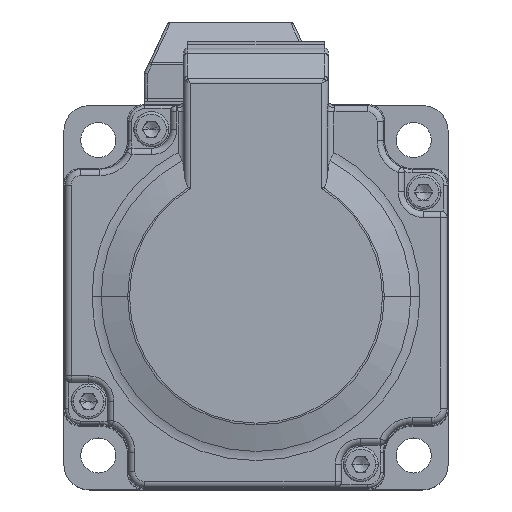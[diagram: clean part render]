
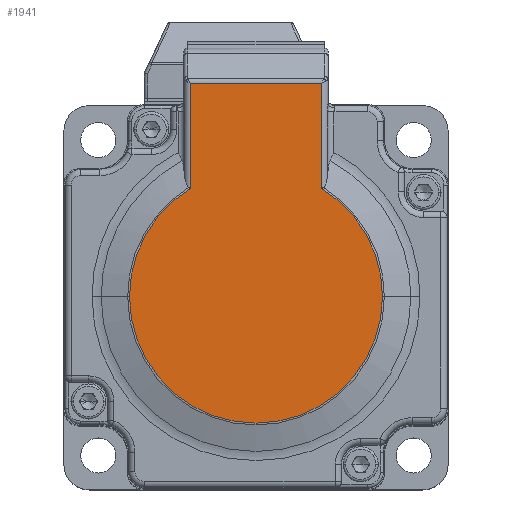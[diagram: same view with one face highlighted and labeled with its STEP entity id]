
A CAD part, top view. The second image highlights one B-rep face of the part: STEP entity #1941.
In plain terms, the highlighted planar face has unit normal (0, 0, 1).
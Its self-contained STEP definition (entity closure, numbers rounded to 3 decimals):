
#1719 = EDGE_LOOP ( 'NONE', ( #34026, #4481, #12057, #19091, #4279, #35536 ) ) ;
#1941 = ADVANCED_FACE ( 'NONE', ( #18847 ), #23300, .T. ) ;
#2669 = CARTESIAN_POINT ( 'NONE',  ( 10.3, 33.9, 116.2 ) ) ;
#2784 = DIRECTION ( 'NONE',  ( 0., 1., 0. ) ) ;
#3422 = DIRECTION ( 'NONE',  ( 1., 0., 0. ) ) ;
#3826 = CARTESIAN_POINT ( 'NONE',  ( -10.3, 16.502, 116.2 ) ) ;
#4040 = VERTEX_POINT ( 'NONE', #9314 ) ;
#4108 = EDGE_CURVE ( 'NONE', #26440, #31203, #5007, .T. ) ;
#4279 = ORIENTED_EDGE ( 'NONE', *, *, #18602, .T. ) ;
#4481 = ORIENTED_EDGE ( 'NONE', *, *, #4108, .T. ) ;
#5007 = LINE ( 'NONE', #3826, #11558 ) ;
#7444 = EDGE_CURVE ( 'NONE', #12629, #26440, #24600, .T. ) ;
#7894 = CARTESIAN_POINT ( 'NONE',  ( 19.853, 0., 116.2 ) ) ;
#8469 = VERTEX_POINT ( 'NONE', #7894 ) ;
#9314 = CARTESIAN_POINT ( 'NONE',  ( -19.853, 0., 116.2 ) ) ;
#11558 = VECTOR ( 'NONE', #23638, 1000. ) ;
#12057 = ORIENTED_EDGE ( 'NONE', *, *, #14110, .T. ) ;
#12447 = CIRCLE ( 'NONE', #36415, 19.853 ) ;
#12629 = VERTEX_POINT ( 'NONE', #35568 ) ;
#13365 = DIRECTION ( 'NONE',  ( -1., 0., 0. ) ) ;
#14110 = EDGE_CURVE ( 'NONE', #31203, #4040, #19433, .T. ) ;
#14269 = AXIS2_PLACEMENT_3D ( 'NONE', #35981, #18766, #21625 ) ;
#14760 = CARTESIAN_POINT ( 'NONE',  ( 0., 0., 116.2 ) ) ;
#15606 = EDGE_CURVE ( 'NONE', #32268, #12629, #19338, .T. ) ;
#17129 = VECTOR ( 'NONE', #13365, 1000. ) ;
#18602 = EDGE_CURVE ( 'NONE', #8469, #32268, #12447, .T. ) ;
#18766 = DIRECTION ( 'NONE',  ( 0., 0., 1. ) ) ;
#18847 = FACE_OUTER_BOUND ( 'NONE', #1719, .T. ) ;
#19091 = ORIENTED_EDGE ( 'NONE', *, *, #27255, .T. ) ;
#19338 = LINE ( 'NONE', #2669, #29394 ) ;
#19433 = CIRCLE ( 'NONE', #20485, 19.853 ) ;
#20485 = AXIS2_PLACEMENT_3D ( 'NONE', #14760, #31286, #3422 ) ;
#21028 = CIRCLE ( 'NONE', #14269, 19.853 ) ;
#21625 = DIRECTION ( 'NONE',  ( 1., 0., 0. ) ) ;
#23300 = PLANE ( 'NONE',  #31139 ) ;
#23512 = DIRECTION ( 'NONE',  ( 0., 0., 1. ) ) ;
#23638 = DIRECTION ( 'NONE',  ( 0., -1., 0. ) ) ;
#24600 = LINE ( 'NONE', #30134, #17129 ) ;
#25784 = DIRECTION ( 'NONE',  ( 1., 0., 0. ) ) ;
#26089 = CARTESIAN_POINT ( 'NONE',  ( 0., 0., 116.2 ) ) ;
#26122 = CARTESIAN_POINT ( 'NONE',  ( 10.3, 16.972, 116.2 ) ) ;
#26440 = VERTEX_POINT ( 'NONE', #30310 ) ;
#27255 = EDGE_CURVE ( 'NONE', #4040, #8469, #21028, .T. ) ;
#29394 = VECTOR ( 'NONE', #2784, 1000. ) ;
#30134 = CARTESIAN_POINT ( 'NONE',  ( -11.3, 33.486, 116.2 ) ) ;
#30310 = CARTESIAN_POINT ( 'NONE',  ( -10.3, 33.486, 116.2 ) ) ;
#31139 = AXIS2_PLACEMENT_3D ( 'NONE', #26089, #23512, #35052 ) ;
#31203 = VERTEX_POINT ( 'NONE', #33288 ) ;
#31286 = DIRECTION ( 'NONE',  ( 0., 0., 1. ) ) ;
#32268 = VERTEX_POINT ( 'NONE', #26122 ) ;
#33288 = CARTESIAN_POINT ( 'NONE',  ( -10.3, 16.972, 116.2 ) ) ;
#34026 = ORIENTED_EDGE ( 'NONE', *, *, #7444, .T. ) ;
#34349 = CARTESIAN_POINT ( 'NONE',  ( 0., 0., 116.2 ) ) ;
#34716 = DIRECTION ( 'NONE',  ( 0., 0., 1. ) ) ;
#35052 = DIRECTION ( 'NONE',  ( 1., 0., 0. ) ) ;
#35536 = ORIENTED_EDGE ( 'NONE', *, *, #15606, .T. ) ;
#35568 = CARTESIAN_POINT ( 'NONE',  ( 10.3, 33.486, 116.2 ) ) ;
#35981 = CARTESIAN_POINT ( 'NONE',  ( 0., 0., 116.2 ) ) ;
#36415 = AXIS2_PLACEMENT_3D ( 'NONE', #34349, #34716, #25784 ) ;
